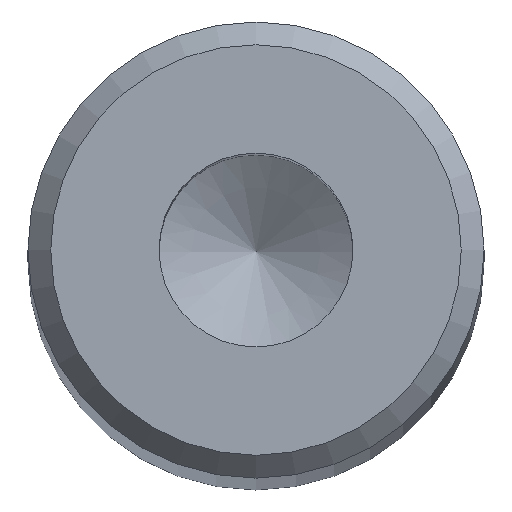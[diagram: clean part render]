
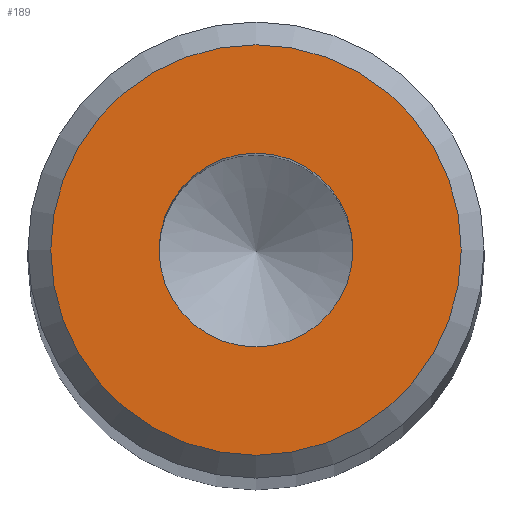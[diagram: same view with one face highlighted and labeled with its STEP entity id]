
A CAD part, top view. The second image highlights one B-rep face of the part: STEP entity #189.
In plain terms, the highlighted planar face has unit normal (0, 0, 1).
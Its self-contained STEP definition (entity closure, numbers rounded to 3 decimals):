
#9 = CARTESIAN_POINT ( 'NONE',  ( 0., 0., 150. ) ) ;
#12 = VERTEX_POINT ( 'NONE', #134 ) ;
#26 = DIRECTION ( 'NONE',  ( 0., 0., 1. ) ) ;
#45 = CIRCLE ( 'NONE', #122, 4.25 ) ;
#62 = PLANE ( 'NONE',  #166 ) ;
#73 = DIRECTION ( 'NONE',  ( 1., 0., 0. ) ) ;
#81 = ORIENTED_EDGE ( 'NONE', *, *, #200, .T. ) ;
#90 = DIRECTION ( 'NONE',  ( 0., 0., 1. ) ) ;
#92 = CARTESIAN_POINT ( 'NONE',  ( 0., 0., 150. ) ) ;
#102 = EDGE_CURVE ( 'NONE', #12, #12, #45, .T. ) ;
#108 = EDGE_LOOP ( 'NONE', ( #81 ) ) ;
#109 = CARTESIAN_POINT ( 'NONE',  ( 0., 0., 150. ) ) ;
#110 = DIRECTION ( 'NONE',  ( 1., 0., 0. ) ) ;
#114 = DIRECTION ( 'NONE',  ( 0., 0., 1. ) ) ;
#122 = AXIS2_PLACEMENT_3D ( 'NONE', #109, #26, #160 ) ;
#131 = AXIS2_PLACEMENT_3D ( 'NONE', #9, #90, #110 ) ;
#134 = CARTESIAN_POINT ( 'NONE',  ( 4.25, 0., 150. ) ) ;
#147 = FACE_OUTER_BOUND ( 'NONE', #108, .T. ) ;
#160 = DIRECTION ( 'NONE',  ( 1., 0., 0. ) ) ;
#166 = AXIS2_PLACEMENT_3D ( 'NONE', #92, #114, #73 ) ;
#174 = ORIENTED_EDGE ( 'NONE', *, *, #102, .F. ) ;
#180 = CARTESIAN_POINT ( 'NONE',  ( 9., 0., 150. ) ) ;
#188 = EDGE_LOOP ( 'NONE', ( #174 ) ) ;
#189 = ADVANCED_FACE ( 'NONE', ( #195, #147 ), #62, .T. ) ;
#195 = FACE_BOUND ( 'NONE', #188, .T. ) ;
#197 = VERTEX_POINT ( 'NONE', #180 ) ;
#200 = EDGE_CURVE ( 'NONE', #197, #197, #205, .T. ) ;
#205 = CIRCLE ( 'NONE', #131, 9. ) ;
